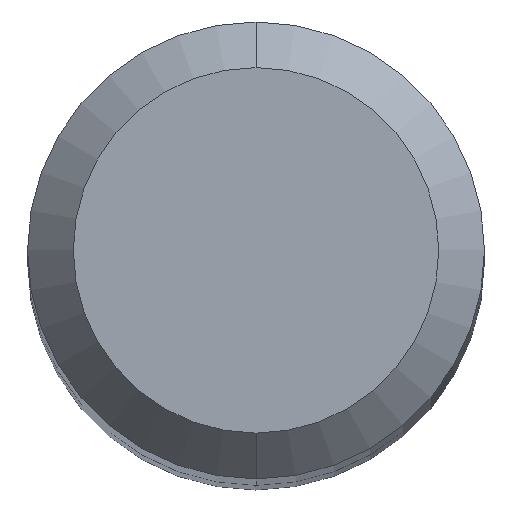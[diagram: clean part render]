
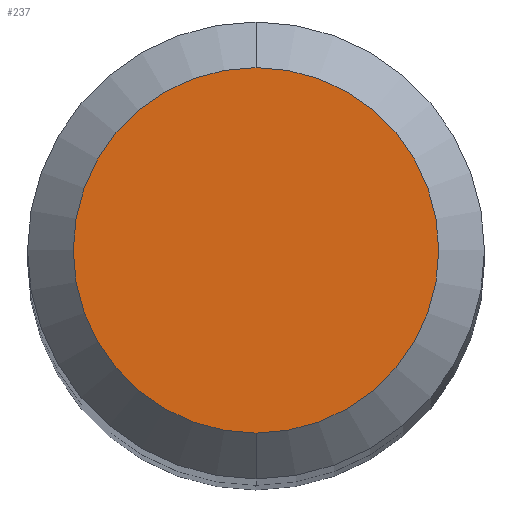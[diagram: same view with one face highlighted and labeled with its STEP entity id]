
A CAD part, top view. The second image highlights one B-rep face of the part: STEP entity #237.
In plain terms, the highlighted planar face has unit normal (0, 0, 1).
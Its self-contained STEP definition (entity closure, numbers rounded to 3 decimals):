
#9 = DIRECTION ( 'NONE',  ( 0., 0., -1. ) ) ;
#12 = AXIS2_PLACEMENT_3D ( 'NONE', #144, #9, #301 ) ;
#13 = PLANE ( 'NONE',  #105 ) ;
#14 = EDGE_CURVE ( 'NONE', #87, #208, #77, .T. ) ;
#32 = CARTESIAN_POINT ( 'NONE',  ( 0., -2., 70. ) ) ;
#76 = DIRECTION ( 'NONE',  ( 0., 1., 0. ) ) ;
#77 = CIRCLE ( 'NONE', #127, 2. ) ;
#85 = EDGE_LOOP ( 'NONE', ( #163, #192 ) ) ;
#87 = VERTEX_POINT ( 'NONE', #32 ) ;
#105 = AXIS2_PLACEMENT_3D ( 'NONE', #164, #207, #259 ) ;
#119 = FACE_OUTER_BOUND ( 'NONE', #85, .T. ) ;
#127 = AXIS2_PLACEMENT_3D ( 'NONE', #155, #251, #76 ) ;
#137 = EDGE_CURVE ( 'NONE', #208, #87, #157, .T. ) ;
#144 = CARTESIAN_POINT ( 'NONE',  ( 0., 0., 70. ) ) ;
#155 = CARTESIAN_POINT ( 'NONE',  ( 0., 0., 70. ) ) ;
#157 = CIRCLE ( 'NONE', #12, 2. ) ;
#163 = ORIENTED_EDGE ( 'NONE', *, *, #137, .F. ) ;
#164 = CARTESIAN_POINT ( 'NONE',  ( 0., 0., 70. ) ) ;
#192 = ORIENTED_EDGE ( 'NONE', *, *, #14, .F. ) ;
#207 = DIRECTION ( 'NONE',  ( 0., 0., -1. ) ) ;
#208 = VERTEX_POINT ( 'NONE', #281 ) ;
#237 = ADVANCED_FACE ( 'NONE', ( #119 ), #13, .F. ) ;
#251 = DIRECTION ( 'NONE',  ( 0., 0., -1. ) ) ;
#259 = DIRECTION ( 'NONE',  ( 0., 1., 0. ) ) ;
#281 = CARTESIAN_POINT ( 'NONE',  ( 0., 2., 70. ) ) ;
#301 = DIRECTION ( 'NONE',  ( 0., 1., 0. ) ) ;
